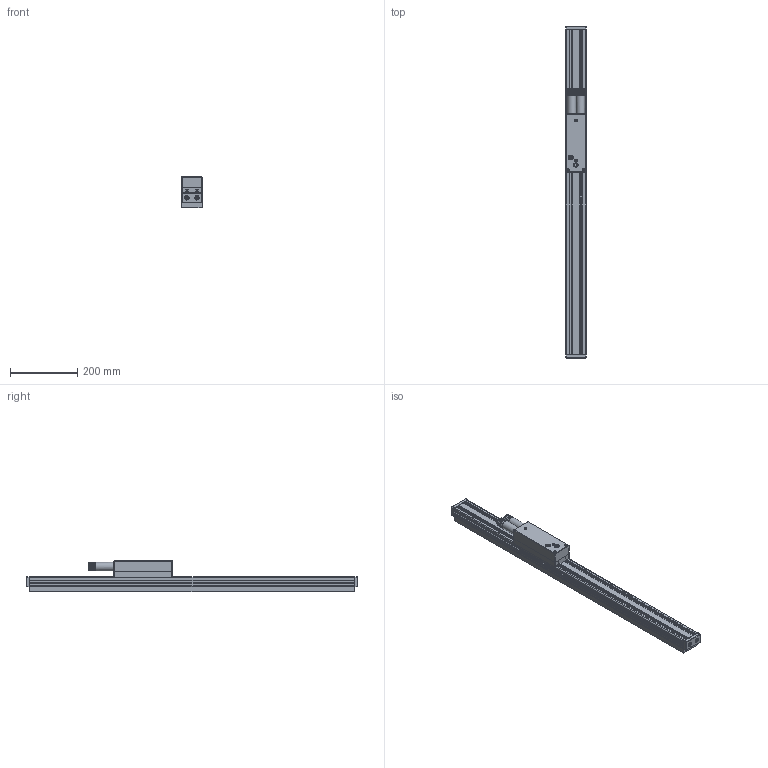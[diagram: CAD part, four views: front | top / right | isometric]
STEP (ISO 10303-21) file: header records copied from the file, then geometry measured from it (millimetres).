
FILE_DESCRIPTION(/* description */ (''),/* implementation_level */ '2;1');
FILE_NAME(/* name */ 'SVAC10151C210.stp',/* time_stamp */ '2024-03-06T10:28:14+01:00',/* author */ ('enginyeria2'),/* organization */ (''),/* preprocessor_version */ 'ST-DEVELOPER v20',/* originating_system */ 'Autodesk Inventor 2024',/* authorisation */ '');
FILE_SCHEMA (('AUTOMOTIVE_DESIGN { 1 0 10303 214 3 1 1 }'));
Length unit declared in the file: centimetre
Products named in the file (16): Ensamblaje6; MTPZ131223A; PCSVAC101C10; MTPZ101023A_conjunto_CV; PCMTPZ101023APL05; pccvsknfint; silrl3-4; DIN 7991 - M4x40; 3100 08 00; PCTAPLATTOR1-8; DIN 912 - M5 x 12; Stoper; espuma20; PCMTPZ101023APL12; ISO 10642 - M6 x  20; PCLVAC6JNT
Assembly tree (30 placements, depth 4):
  Ensamblaje6
    MTPZ131223A
      PCSVAC101C10
      MTPZ101023A_conjunto_CV
        PCMTPZ101023APL05
        pccvsknfint
        silrl3-4  x2
        DIN 7991 - M4x40  x4
        PCTAPLATTOR1-8  x2
        3100 08 00
        DIN 912 - M5 x 12  x6
        Stoper
      espuma20
      PCMTPZ101023APL12  x2
      ISO 10642 - M6 x  20  x4
      PCLVAC6JNT  x2
Bounding box: 61.2 x 984 x 94.5 mm (x, y, z)
Volume: 2755027.8 mm3; surface area: 570934.3 mm2
Topology: 28 solids, 28 shells, 902 faces, 1970 edges, 1199 vertices
Faces by surface type: plane 568, cylinder 240, cone 55, torus 26, sphere 12, bspline 1
Full cylindrical faces by diameter (mm): 1 x38, 4 x4, 5 x6, 6 x5, 6.5 x4, 7 x4, 8 x4, 8.2 x1, 8.5 x6, 9.35 x1, 9.7 x2, 10.8 x2, 11.34 x4, 11.89 x3, 12.05 x2, 12.14 x1, 12.15 x1, 12.46 x3, 13 x1, 14.195 x2, 14.4 x2, 14.5 x2, 16 x2, 21 x2, 21.6 x2, 25 x4
Entity records: 15670 total; most frequent: DIRECTION 2827, CARTESIAN_POINT 2641, ORIENTED_EDGE 2384, EDGE_CURVE 1192, AXIS2_PLACEMENT_3D 1079, VERTEX_POINT 735, LINE 669, VECTOR 669
